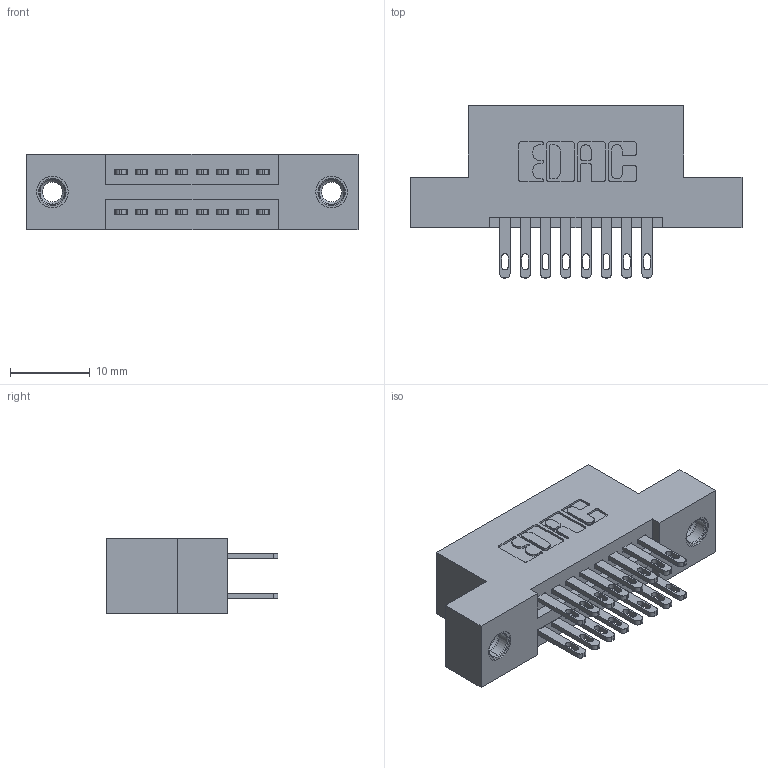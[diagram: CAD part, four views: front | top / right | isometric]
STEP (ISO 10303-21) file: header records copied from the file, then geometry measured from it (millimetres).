
FILE_DESCRIPTION (( 'STEP AP203' ), '1' );
FILE_NAME ('345-016-500-207.STEP', '2018-08-18T21:09:58', ( '' ), ( '' ), 'SwSTEP 2.0', 'SolidWorks 2016', '' );
FILE_SCHEMA (( 'CONFIG_CONTROL_DESIGN' ));
Length unit declared in the file: inch
Products named in the file (4): 345 Part_Flush Mounting Lugs - 0.156 Dia-TI; 345-292-001_345-293-100; 345-250-001_345-250-005-103; 345-016-500-207
Assembly tree (19 placements, depth 2):
  345-016-500-207
    345 Part_Flush Mounting Lugs - 0.156 Dia-TI
    345-292-001_345-293-100  x16
    345-250-001_345-250-005-103  x2
Bounding box: 41.53 x 21.51 x 9.4 mm (x, y, z)
Volume: 3753.9 mm3; surface area: 5081.5 mm2
Topology: 19 solids, 19 shells, 922 faces, 2733 edges, 1814 vertices
Faces by surface type: plane 544, cylinder 362, cone 12, torus 4
Entity records: 11970 total; most frequent: CARTESIAN_POINT 2019, ORIENTED_EDGE 1946, DIRECTION 1851, EDGE_CURVE 973, LINE 785, VECTOR 785, VERTEX_POINT 644, AXIS2_PLACEMENT_3D 533
